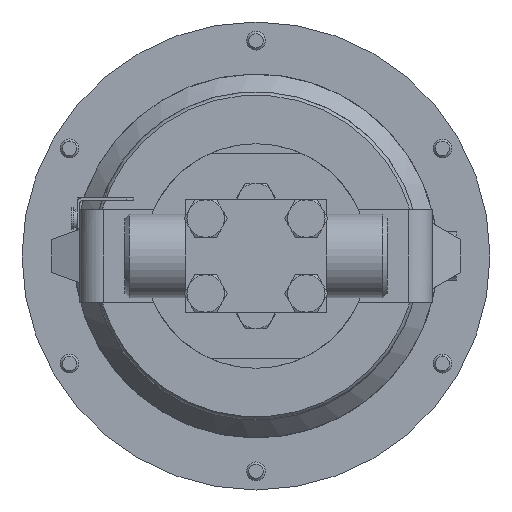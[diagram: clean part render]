
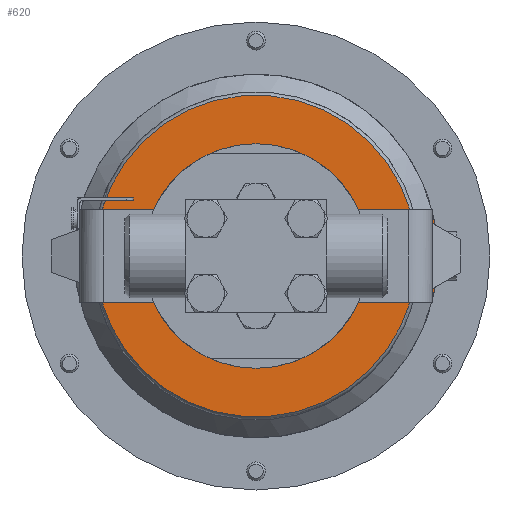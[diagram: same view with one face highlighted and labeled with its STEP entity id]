
A CAD part, front view. The second image highlights one B-rep face of the part: STEP entity #620.
In plain terms, the highlighted planar face has unit normal (0, -1, 0).
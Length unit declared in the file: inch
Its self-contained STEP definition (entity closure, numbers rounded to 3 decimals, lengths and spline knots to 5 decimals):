
#217 = ORIENTED_EDGE ( 'NONE', *, *, #16053, .T. ) ;
#620 = ADVANCED_FACE ( 'NONE', ( #15536, #9969 ), #17154, .F. ) ;
#684 = CARTESIAN_POINT ( 'NONE',  ( 3.58356, 10.10197, 2.03264 ) ) ;
#866 = DIRECTION ( 'NONE',  ( 1., 0., 0. ) ) ;
#1505 = CARTESIAN_POINT ( 'NONE',  ( -0.88644, 10.10197, 3.20264 ) ) ;
#1897 = DIRECTION ( 'NONE',  ( -1., 0., 0. ) ) ;
#2056 = CARTESIAN_POINT ( 'NONE',  ( -0.88644, 10.10197, 3.20264 ) ) ;
#2065 = EDGE_CURVE ( 'NONE', #3066, #26100, #3833, .T. ) ;
#2545 = DIRECTION ( 'NONE',  ( 1., 0., 0. ) ) ;
#2583 = DIRECTION ( 'NONE',  ( -1., 0., 0. ) ) ;
#2618 = DIRECTION ( 'NONE',  ( 0., -1., 0. ) ) ;
#2963 = ORIENTED_EDGE ( 'NONE', *, *, #24644, .T. ) ;
#3066 = VERTEX_POINT ( 'NONE', #6358 ) ;
#3133 = CARTESIAN_POINT ( 'NONE',  ( 1.22657, 10.10197, 1.11764 ) ) ;
#3238 = CARTESIAN_POINT ( 'NONE',  ( 3.58356, 10.10197, 3.20264 ) ) ;
#3386 = CARTESIAN_POINT ( 'NONE',  ( 1.22657, 10.10197, 2.61764 ) ) ;
#3420 = DIRECTION ( 'NONE',  ( 0., 0., 1. ) ) ;
#3446 = DIRECTION ( 'NONE',  ( 0., -1., 0. ) ) ;
#3601 = ORIENTED_EDGE ( 'NONE', *, *, #8328, .T. ) ;
#3833 = CIRCLE ( 'NONE', #26560, 2.1925 ) ;
#3924 = VERTEX_POINT ( 'NONE', #3238 ) ;
#4123 = DIRECTION ( 'NONE',  ( 0., 0., 1. ) ) ;
#4538 = CARTESIAN_POINT ( 'NONE',  ( -0.841, 10.10197, 3.20264 ) ) ;
#4569 = CARTESIAN_POINT ( 'NONE',  ( 1.22657, 10.10197, 2.61764 ) ) ;
#5564 = CARTESIAN_POINT ( 'NONE',  ( -0.88644, 10.10197, 2.03264 ) ) ;
#5909 = VERTEX_POINT ( 'NONE', #684 ) ;
#5952 = LINE ( 'NONE', #20920, #21249 ) ;
#6257 = ORIENTED_EDGE ( 'NONE', *, *, #26530, .T. ) ;
#6358 = CARTESIAN_POINT ( 'NONE',  ( -0.88644, 10.10197, 3.20264 ) ) ;
#6621 = EDGE_CURVE ( 'NONE', #26100, #25461, #13849, .T. ) ;
#6672 = ORIENTED_EDGE ( 'NONE', *, *, #13589, .F. ) ;
#6873 = VERTEX_POINT ( 'NONE', #3133 ) ;
#7874 = VERTEX_POINT ( 'NONE', #13369 ) ;
#8194 = VERTEX_POINT ( 'NONE', #4538 ) ;
#8328 = EDGE_CURVE ( 'NONE', #8194, #3066, #19285, .T. ) ;
#8584 = AXIS2_PLACEMENT_3D ( 'NONE', #24244, #24269, #24332 ) ;
#8826 = VECTOR ( 'NONE', #2583, 39.37008 ) ;
#8903 = AXIS2_PLACEMENT_3D ( 'NONE', #17598, #17614, #17651 ) ;
#9128 = CARTESIAN_POINT ( 'NONE',  ( 3.65507, 10.10197, 2.61764 ) ) ;
#9272 = ORIENTED_EDGE ( 'NONE', *, *, #25599, .T. ) ;
#9590 = VECTOR ( 'NONE', #1897, 39.37008 ) ;
#9778 = EDGE_LOOP ( 'NONE', ( #16553, #3601, #23033, #26010, #6257, #217, #13077, #9272, #2963 ) ) ;
#9969 = FACE_OUTER_BOUND ( 'NONE', #9778, .T. ) ;
#10632 = EDGE_CURVE ( 'NONE', #22885, #6873, #18887, .T. ) ;
#11899 = AXIS2_PLACEMENT_3D ( 'NONE', #20229, #20317, #20501 ) ;
#12254 = CIRCLE ( 'NONE', #20283, 1.5 ) ;
#12915 = VERTEX_POINT ( 'NONE', #9128 ) ;
#13077 = ORIENTED_EDGE ( 'NONE', *, *, #17989, .T. ) ;
#13208 = VECTOR ( 'NONE', #22608, 39.37008 ) ;
#13245 = DIRECTION ( 'NONE',  ( 0., -1., 0. ) ) ;
#13258 = CARTESIAN_POINT ( 'NONE',  ( 3.29415, 10.10197, 3.20264 ) ) ;
#13369 = CARTESIAN_POINT ( 'NONE',  ( 3.29415, 10.10197, 2.03264 ) ) ;
#13589 = EDGE_CURVE ( 'NONE', #6873, #22885, #12254, .T. ) ;
#13732 = CIRCLE ( 'NONE', #22891, 2.14874 ) ;
#13849 = LINE ( 'NONE', #22854, #13208 ) ;
#14312 = CARTESIAN_POINT ( 'NONE',  ( 1.22657, 10.10197, 2.61764 ) ) ;
#14322 = VERTEX_POINT ( 'NONE', #13258 ) ;
#14402 = DIRECTION ( 'NONE',  ( 0., -1., 0. ) ) ;
#14478 = CIRCLE ( 'NONE', #8584, 2.4285 ) ;
#14678 = DIRECTION ( 'NONE',  ( 1., 0., 0. ) ) ;
#15150 = LINE ( 'NONE', #2056, #9590 ) ;
#15487 = EDGE_CURVE ( 'NONE', #14322, #8194, #13732, .T. ) ;
#15536 = FACE_BOUND ( 'NONE', #24245, .T. ) ;
#15671 = ORIENTED_EDGE ( 'NONE', *, *, #10632, .F. ) ;
#16053 = EDGE_CURVE ( 'NONE', #7874, #5909, #5952, .T. ) ;
#16553 = ORIENTED_EDGE ( 'NONE', *, *, #15487, .T. ) ;
#17154 = PLANE ( 'NONE',  #8903 ) ;
#17598 = CARTESIAN_POINT ( 'NONE',  ( 1.22657, 10.10197, 2.15764 ) ) ;
#17614 = DIRECTION ( 'NONE',  ( 0., 1., 0. ) ) ;
#17651 = DIRECTION ( 'NONE',  ( 1., 0., 0. ) ) ;
#17989 = EDGE_CURVE ( 'NONE', #5909, #12915, #26167, .T. ) ;
#18325 = CARTESIAN_POINT ( 'NONE',  ( -0.841, 10.10197, 2.03264 ) ) ;
#18887 = CIRCLE ( 'NONE', #21640, 1.5 ) ;
#19151 = DIRECTION ( 'NONE',  ( 0., -1., 0. ) ) ;
#19285 = LINE ( 'NONE', #1505, #8826 ) ;
#20229 = CARTESIAN_POINT ( 'NONE',  ( 1.22657, 10.10197, 2.61764 ) ) ;
#20283 = AXIS2_PLACEMENT_3D ( 'NONE', #4569, #2618, #4123 ) ;
#20317 = DIRECTION ( 'NONE',  ( 0., -1., 0. ) ) ;
#20501 = DIRECTION ( 'NONE',  ( 1., 0., 0. ) ) ;
#20760 = CARTESIAN_POINT ( 'NONE',  ( 1.22657, 10.10197, 2.61764 ) ) ;
#20920 = CARTESIAN_POINT ( 'NONE',  ( -0.88644, 10.10197, 2.03264 ) ) ;
#21027 = AXIS2_PLACEMENT_3D ( 'NONE', #14312, #14402, #14678 ) ;
#21249 = VECTOR ( 'NONE', #26802, 39.37008 ) ;
#21640 = AXIS2_PLACEMENT_3D ( 'NONE', #3386, #3446, #3420 ) ;
#22608 = DIRECTION ( 'NONE',  ( 1., 0., 0. ) ) ;
#22854 = CARTESIAN_POINT ( 'NONE',  ( -0.88644, 10.10197, 2.03264 ) ) ;
#22885 = VERTEX_POINT ( 'NONE', #24381 ) ;
#22891 = AXIS2_PLACEMENT_3D ( 'NONE', #20760, #19151, #2545 ) ;
#23033 = ORIENTED_EDGE ( 'NONE', *, *, #2065, .T. ) ;
#24244 = CARTESIAN_POINT ( 'NONE',  ( 1.22657, 10.10197, 2.61764 ) ) ;
#24245 = EDGE_LOOP ( 'NONE', ( #6672, #15671 ) ) ;
#24269 = DIRECTION ( 'NONE',  ( 0., -1., 0. ) ) ;
#24332 = DIRECTION ( 'NONE',  ( 1., 0., 0. ) ) ;
#24381 = CARTESIAN_POINT ( 'NONE',  ( 1.22657, 10.10197, 4.11764 ) ) ;
#24644 = EDGE_CURVE ( 'NONE', #3924, #14322, #15150, .T. ) ;
#25461 = VERTEX_POINT ( 'NONE', #18325 ) ;
#25599 = EDGE_CURVE ( 'NONE', #12915, #3924, #14478, .T. ) ;
#25627 = CIRCLE ( 'NONE', #21027, 2.14874 ) ;
#25816 = CARTESIAN_POINT ( 'NONE',  ( 1.22657, 10.10197, 2.61764 ) ) ;
#26010 = ORIENTED_EDGE ( 'NONE', *, *, #6621, .T. ) ;
#26100 = VERTEX_POINT ( 'NONE', #5564 ) ;
#26167 = CIRCLE ( 'NONE', #11899, 2.4285 ) ;
#26530 = EDGE_CURVE ( 'NONE', #25461, #7874, #25627, .T. ) ;
#26560 = AXIS2_PLACEMENT_3D ( 'NONE', #25816, #13245, #866 ) ;
#26802 = DIRECTION ( 'NONE',  ( 1., 0., 0. ) ) ;
